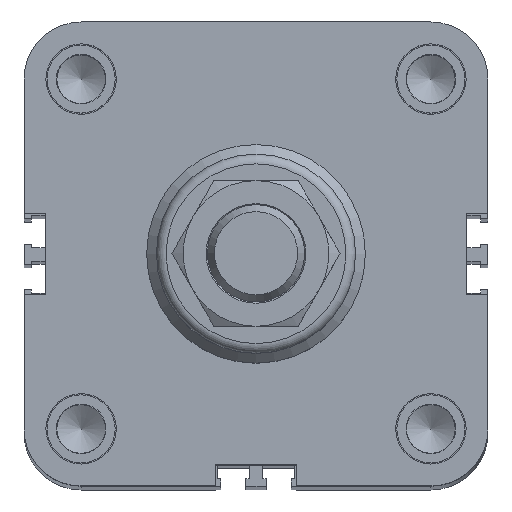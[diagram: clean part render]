
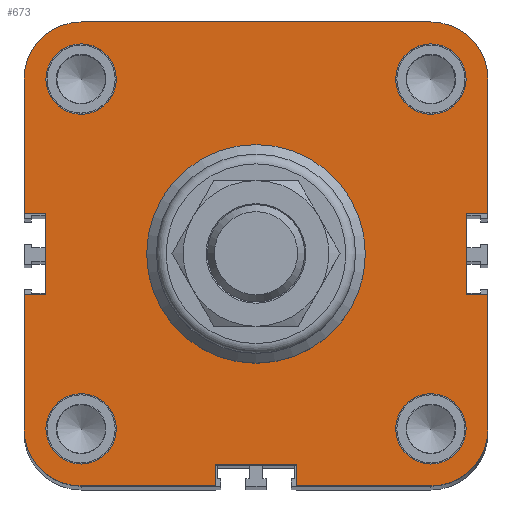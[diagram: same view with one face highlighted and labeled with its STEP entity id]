
A CAD part, top view. The second image highlights one B-rep face of the part: STEP entity #673.
In plain terms, the highlighted planar face has unit normal (0, 0, 1).
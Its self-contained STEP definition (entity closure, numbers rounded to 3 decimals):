
#170=CARTESIAN_POINT('',(8.35,-43.375,64.0));
#171=VERTEX_POINT('',#170);
#178=CARTESIAN_POINT('',(-8.35,-43.375,64.0));
#179=VERTEX_POINT('',#178);
#180=CARTESIAN_POINT('',(-8.35,-43.375,64.0));
#181=DIRECTION('',(1.0,0.0,0.0));
#182=VECTOR('',#181,16.7);
#183=LINE('',#180,#182);
#184=EDGE_CURVE('',#179,#171,#183,.T.);
#210=CARTESIAN_POINT('',(43.375,8.35,64.0));
#211=VERTEX_POINT('',#210);
#218=CARTESIAN_POINT('',(43.375,-8.35,64.0));
#219=VERTEX_POINT('',#218);
#220=CARTESIAN_POINT('',(43.375,-8.35,64.0));
#221=DIRECTION('',(0.0,1.0,0.0));
#222=VECTOR('',#221,16.7);
#223=LINE('',#220,#222);
#224=EDGE_CURVE('',#219,#211,#223,.T.);
#248=CARTESIAN_POINT('',(47.75,8.35,64.0));
#249=VERTEX_POINT('',#248);
#256=CARTESIAN_POINT('',(43.375,8.35,64.0));
#257=DIRECTION('',(1.0,0.0,0.0));
#258=VECTOR('',#257,4.375);
#259=LINE('',#256,#258);
#260=EDGE_CURVE('',#211,#249,#259,.T.);
#280=CARTESIAN_POINT('',(47.75,-8.35,64.0));
#281=VERTEX_POINT('',#280);
#282=CARTESIAN_POINT('',(47.75,-8.35,64.0));
#283=DIRECTION('',(-1.0,0.0,0.0));
#284=VECTOR('',#283,4.375);
#285=LINE('',#282,#284);
#286=EDGE_CURVE('',#281,#219,#285,.T.);
#312=CARTESIAN_POINT('',(-43.375,8.35,64.0));
#313=VERTEX_POINT('',#312);
#320=CARTESIAN_POINT('',(-47.75,8.35,64.0));
#321=VERTEX_POINT('',#320);
#322=CARTESIAN_POINT('',(-47.75,8.35,64.0));
#323=DIRECTION('',(1.0,0.0,0.0));
#324=VECTOR('',#323,4.375);
#325=LINE('',#322,#324);
#326=EDGE_CURVE('',#321,#313,#325,.T.);
#352=CARTESIAN_POINT('',(-47.75,-8.35,64.0));
#353=VERTEX_POINT('',#352);
#360=CARTESIAN_POINT('',(-43.375,-8.35,64.0));
#361=VERTEX_POINT('',#360);
#362=CARTESIAN_POINT('',(-43.375,-8.35,64.0));
#363=DIRECTION('',(-1.0,0.0,0.0));
#364=VECTOR('',#363,4.375);
#365=LINE('',#362,#364);
#366=EDGE_CURVE('',#361,#353,#365,.T.);
#391=CARTESIAN_POINT('',(-8.35,-47.75,64.0));
#392=VERTEX_POINT('',#391);
#393=CARTESIAN_POINT('',(-8.35,-47.75,64.0));
#394=DIRECTION('',(0.0,1.0,0.0));
#395=VECTOR('',#394,4.375);
#396=LINE('',#393,#395);
#397=EDGE_CURVE('',#392,#179,#396,.T.);
#421=CARTESIAN_POINT('',(8.35,-47.75,64.0));
#422=VERTEX_POINT('',#421);
#429=CARTESIAN_POINT('',(8.35,-43.375,64.0));
#430=DIRECTION('',(0.0,-1.0,0.0));
#431=VECTOR('',#430,4.375);
#432=LINE('',#429,#431);
#433=EDGE_CURVE('',#171,#422,#432,.T.);
#445=CARTESIAN_POINT('',(47.75,-36.,64.0));
#446=VERTEX_POINT('',#445);
#447=CARTESIAN_POINT('',(47.75,-8.35,64.0));
#448=DIRECTION('',(0.0,-1.0,0.0));
#449=VECTOR('',#448,27.65);
#450=LINE('',#447,#449);
#451=EDGE_CURVE('',#281,#446,#450,.T.);
#476=CARTESIAN_POINT('',(-47.75,36.,64.0));
#477=VERTEX_POINT('',#476);
#478=CARTESIAN_POINT('',(-47.75,8.35,64.0));
#479=DIRECTION('',(0.0,1.0,0.0));
#480=VECTOR('',#479,27.65);
#481=LINE('',#478,#480);
#482=EDGE_CURVE('',#321,#477,#481,.T.);
#507=CARTESIAN_POINT('',(-36.,-47.75,64.0));
#508=VERTEX_POINT('',#507);
#509=CARTESIAN_POINT('',(-8.35,-47.75,64.0));
#510=DIRECTION('',(-1.0,0.0,0.0));
#511=VECTOR('',#510,27.65);
#512=LINE('',#509,#511);
#513=EDGE_CURVE('',#392,#508,#512,.T.);
#532=CARTESIAN_POINT('',(-45.795,0.,64.0));
#533=DIRECTION('',(0.0,0.0,1.0));
#534=DIRECTION('',(1.0,0.0,0.0));
#535=AXIS2_PLACEMENT_3D('',#532,#533,#534);
#536=PLANE('',#535);
#537=ORIENTED_EDGE('',*,*,#286,.T.);
#538=ORIENTED_EDGE('',*,*,#224,.T.);
#539=ORIENTED_EDGE('',*,*,#260,.T.);
#540=CARTESIAN_POINT('',(47.75,36.,64.0));
#541=VERTEX_POINT('',#540);
#542=CARTESIAN_POINT('',(47.75,36.,64.0));
#543=DIRECTION('',(0.0,-1.0,0.0));
#544=VECTOR('',#543,27.65);
#545=LINE('',#542,#544);
#546=EDGE_CURVE('',#541,#249,#545,.T.);
#547=ORIENTED_EDGE('',*,*,#546,.F.);
#548=CARTESIAN_POINT('',(36.,47.75,64.0));
#549=VERTEX_POINT('',#548);
#550=CARTESIAN_POINT('',(36.,36.,64.0));
#551=DIRECTION('',(0.0,0.0,-1.0));
#552=DIRECTION('',(1.0,0.0,0.0));
#553=AXIS2_PLACEMENT_3D('',#550,#551,#552);
#554=CIRCLE('',#553,11.75);
#555=EDGE_CURVE('',#549,#541,#554,.T.);
#556=ORIENTED_EDGE('',*,*,#555,.F.);
#557=CARTESIAN_POINT('',(-36.,47.75,64.0));
#558=VERTEX_POINT('',#557);
#559=CARTESIAN_POINT('',(-36.,47.75,64.0));
#560=DIRECTION('',(1.0,0.0,0.0));
#561=VECTOR('',#560,72.);
#562=LINE('',#559,#561);
#563=EDGE_CURVE('',#558,#549,#562,.T.);
#564=ORIENTED_EDGE('',*,*,#563,.F.);
#565=CARTESIAN_POINT('',(-36.,36.,64.0));
#566=DIRECTION('',(0.0,0.0,-1.0));
#567=DIRECTION('',(0.0,1.0,0.0));
#568=AXIS2_PLACEMENT_3D('',#565,#566,#567);
#569=CIRCLE('',#568,11.75);
#570=EDGE_CURVE('',#477,#558,#569,.T.);
#571=ORIENTED_EDGE('',*,*,#570,.F.);
#572=ORIENTED_EDGE('',*,*,#482,.F.);
#573=ORIENTED_EDGE('',*,*,#326,.T.);
#574=CARTESIAN_POINT('',(-43.375,8.35,64.0));
#575=DIRECTION('',(0.0,-1.0,0.0));
#576=VECTOR('',#575,16.7);
#577=LINE('',#574,#576);
#578=EDGE_CURVE('',#313,#361,#577,.T.);
#579=ORIENTED_EDGE('',*,*,#578,.T.);
#580=ORIENTED_EDGE('',*,*,#366,.T.);
#581=CARTESIAN_POINT('',(-47.75,-36.,64.0));
#582=VERTEX_POINT('',#581);
#583=CARTESIAN_POINT('',(-47.75,-36.,64.0));
#584=DIRECTION('',(0.0,1.0,0.0));
#585=VECTOR('',#584,27.65);
#586=LINE('',#583,#585);
#587=EDGE_CURVE('',#582,#353,#586,.T.);
#588=ORIENTED_EDGE('',*,*,#587,.F.);
#589=CARTESIAN_POINT('',(-36.,-36.,64.0));
#590=DIRECTION('',(0.0,0.0,-1.0));
#591=DIRECTION('',(-1.0,0.0,0.0));
#592=AXIS2_PLACEMENT_3D('',#589,#590,#591);
#593=CIRCLE('',#592,11.75);
#594=EDGE_CURVE('',#508,#582,#593,.T.);
#595=ORIENTED_EDGE('',*,*,#594,.F.);
#596=ORIENTED_EDGE('',*,*,#513,.F.);
#597=ORIENTED_EDGE('',*,*,#397,.T.);
#598=ORIENTED_EDGE('',*,*,#184,.T.);
#599=ORIENTED_EDGE('',*,*,#433,.T.);
#600=CARTESIAN_POINT('',(36.,-47.75,64.0));
#601=VERTEX_POINT('',#600);
#602=CARTESIAN_POINT('',(36.,-47.75,64.0));
#603=DIRECTION('',(-1.0,0.0,0.0));
#604=VECTOR('',#603,27.65);
#605=LINE('',#602,#604);
#606=EDGE_CURVE('',#601,#422,#605,.T.);
#607=ORIENTED_EDGE('',*,*,#606,.F.);
#608=CARTESIAN_POINT('',(36.,-36.,64.0));
#609=DIRECTION('',(0.0,0.0,-1.0));
#610=DIRECTION('',(0.0,-1.0,0.0));
#611=AXIS2_PLACEMENT_3D('',#608,#609,#610);
#612=CIRCLE('',#611,11.75);
#613=EDGE_CURVE('',#446,#601,#612,.T.);
#614=ORIENTED_EDGE('',*,*,#613,.F.);
#615=ORIENTED_EDGE('',*,*,#451,.F.);
#616=EDGE_LOOP('',(#537,#538,#539,#547,#556,#564,#571,#572,#573,#579,#580,#588,#595,#596,#597,#598,#599,#607,#614,#615));
#617=FACE_OUTER_BOUND('',#616,.T.);
#618=CARTESIAN_POINT('',(-22.5,0.0,64.0));
#619=VERTEX_POINT('',#618);
#620=CARTESIAN_POINT('',(0.0,0.0,64.0));
#621=DIRECTION('',(0.0,0.0,-1.0));
#622=DIRECTION('',(-1.0,0.0,0.0));
#623=AXIS2_PLACEMENT_3D('',#620,#621,#622);
#624=CIRCLE('',#623,22.5);
#625=EDGE_CURVE('',#619,#619,#624,.T.);
#626=ORIENTED_EDGE('',*,*,#625,.T.);
#627=EDGE_LOOP('',(#626));
#628=FACE_BOUND('',#627,.T.);
#629=CARTESIAN_POINT('',(43.25,-36.0,64.0));
#630=VERTEX_POINT('',#629);
#631=CARTESIAN_POINT('',(36.0,-36.0,64.0));
#632=DIRECTION('',(0.0,0.0,-1.0));
#633=DIRECTION('',(-1.0,0.0,0.0));
#634=AXIS2_PLACEMENT_3D('',#631,#632,#633);
#635=CIRCLE('',#634,7.25);
#636=EDGE_CURVE('',#630,#630,#635,.T.);
#637=ORIENTED_EDGE('',*,*,#636,.T.);
#638=EDGE_LOOP('',(#637));
#639=FACE_BOUND('',#638,.T.);
#640=CARTESIAN_POINT('',(43.25,36.0,64.0));
#641=VERTEX_POINT('',#640);
#642=CARTESIAN_POINT('',(36.0,36.0,64.0));
#643=DIRECTION('',(0.0,0.0,-1.0));
#644=DIRECTION('',(-1.0,0.0,0.0));
#645=AXIS2_PLACEMENT_3D('',#642,#643,#644);
#646=CIRCLE('',#645,7.25);
#647=EDGE_CURVE('',#641,#641,#646,.T.);
#648=ORIENTED_EDGE('',*,*,#647,.T.);
#649=EDGE_LOOP('',(#648));
#650=FACE_BOUND('',#649,.T.);
#651=CARTESIAN_POINT('',(-28.75,36.0,64.0));
#652=VERTEX_POINT('',#651);
#653=CARTESIAN_POINT('',(-36.,36.0,64.0));
#654=DIRECTION('',(0.0,0.0,-1.0));
#655=DIRECTION('',(-1.0,0.0,0.0));
#656=AXIS2_PLACEMENT_3D('',#653,#654,#655);
#657=CIRCLE('',#656,7.25);
#658=EDGE_CURVE('',#652,#652,#657,.T.);
#659=ORIENTED_EDGE('',*,*,#658,.T.);
#660=EDGE_LOOP('',(#659));
#661=FACE_BOUND('',#660,.T.);
#662=CARTESIAN_POINT('',(-28.75,-36.0,64.0));
#663=VERTEX_POINT('',#662);
#664=CARTESIAN_POINT('',(-36.,-36.0,64.0));
#665=DIRECTION('',(0.0,0.0,-1.0));
#666=DIRECTION('',(-1.0,0.0,0.0));
#667=AXIS2_PLACEMENT_3D('',#664,#665,#666);
#668=CIRCLE('',#667,7.25);
#669=EDGE_CURVE('',#663,#663,#668,.T.);
#670=ORIENTED_EDGE('',*,*,#669,.T.);
#671=EDGE_LOOP('',(#670));
#672=FACE_BOUND('',#671,.T.);
#673=ADVANCED_FACE('',(#617,#628,#639,#650,#661,#672),#536,.T.);
